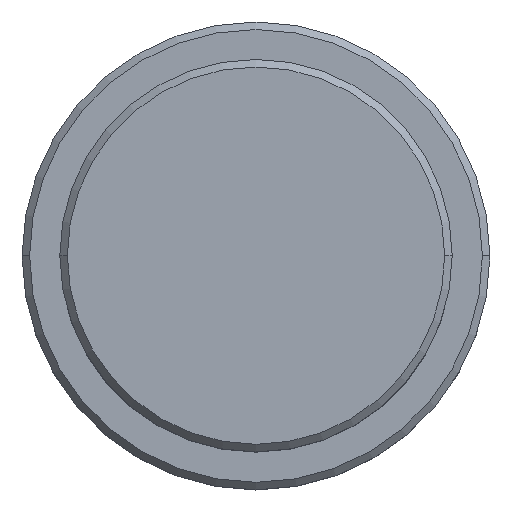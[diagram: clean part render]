
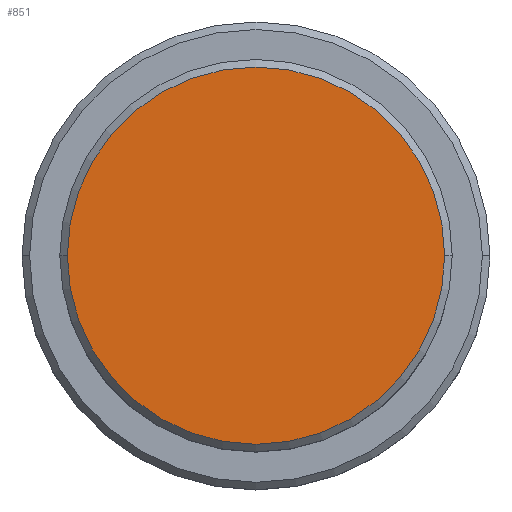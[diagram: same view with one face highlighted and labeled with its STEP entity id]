
A CAD part, top view. The second image highlights one B-rep face of the part: STEP entity #851.
In plain terms, the highlighted planar face has unit normal (0, 0, 1).
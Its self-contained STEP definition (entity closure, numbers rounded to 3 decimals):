
#82 = CIRCLE ( 'NONE', #215, 12.5 ) ;
#88 = FACE_OUTER_BOUND ( 'NONE', #947, .T. ) ;
#98 = DIRECTION ( 'NONE',  ( 1., 0., 0. ) ) ;
#215 = AXIS2_PLACEMENT_3D ( 'NONE', #1107, #427, #98 ) ;
#274 = DIRECTION ( 'NONE',  ( 0., 0., 1. ) ) ;
#291 = AXIS2_PLACEMENT_3D ( 'NONE', #590, #373, #399 ) ;
#373 = DIRECTION ( 'NONE',  ( 0., 0., 1. ) ) ;
#399 = DIRECTION ( 'NONE',  ( 1., 0., 0. ) ) ;
#427 = DIRECTION ( 'NONE',  ( 0., 0., 1. ) ) ;
#590 = CARTESIAN_POINT ( 'NONE',  ( 0., 0., 0. ) ) ;
#631 = AXIS2_PLACEMENT_3D ( 'NONE', #835, #274, #1279 ) ;
#689 = CARTESIAN_POINT ( 'NONE',  ( -12.5, 0., 0. ) ) ;
#692 = VERTEX_POINT ( 'NONE', #689 ) ;
#701 = CIRCLE ( 'NONE', #291, 12.5 ) ;
#702 = CARTESIAN_POINT ( 'NONE',  ( 12.5, 0., 0. ) ) ;
#835 = CARTESIAN_POINT ( 'NONE',  ( 0., 0., 0. ) ) ;
#851 = ADVANCED_FACE ( 'NONE', ( #88 ), #1180, .T. ) ;
#875 = ORIENTED_EDGE ( 'NONE', *, *, #1345, .T. ) ;
#947 = EDGE_LOOP ( 'NONE', ( #875, #1230 ) ) ;
#988 = EDGE_CURVE ( 'NONE', #1346, #692, #82, .T. ) ;
#1107 = CARTESIAN_POINT ( 'NONE',  ( 0., 0., 0. ) ) ;
#1180 = PLANE ( 'NONE',  #631 ) ;
#1230 = ORIENTED_EDGE ( 'NONE', *, *, #988, .T. ) ;
#1279 = DIRECTION ( 'NONE',  ( 1., 0., 0. ) ) ;
#1345 = EDGE_CURVE ( 'NONE', #692, #1346, #701, .T. ) ;
#1346 = VERTEX_POINT ( 'NONE', #702 ) ;
